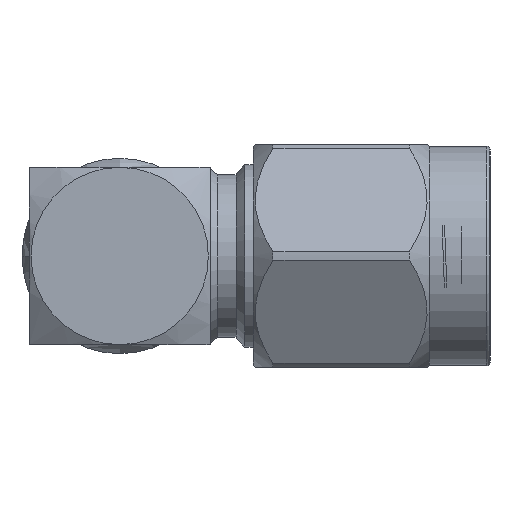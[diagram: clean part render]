
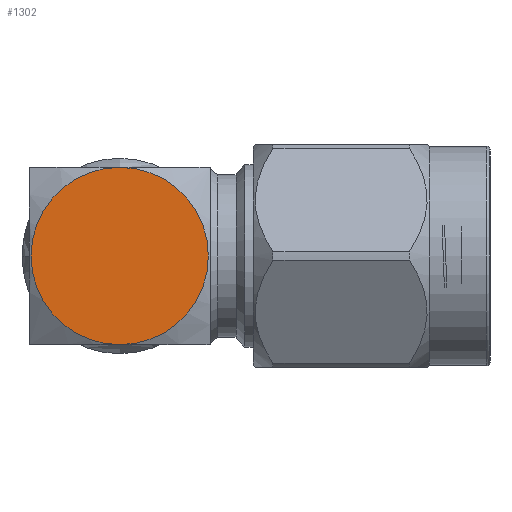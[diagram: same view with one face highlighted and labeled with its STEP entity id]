
A CAD part, left-side view. The second image highlights one B-rep face of the part: STEP entity #1302.
In plain terms, the highlighted planar face has unit normal (-1, 0, 0).
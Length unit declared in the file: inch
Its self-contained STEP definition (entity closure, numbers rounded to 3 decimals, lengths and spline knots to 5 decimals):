
#10 = DIRECTION ( 'NONE',  ( 1., 0., 0. ) ) ;
#1052 = EDGE_LOOP ( 'NONE', ( #7334, #2261 ) ) ;
#1302 = ADVANCED_FACE ( 'NONE', ( #3277 ), #4962, .F. ) ;
#1765 = CIRCLE ( 'NONE', #3986, 0.125 ) ;
#1769 = AXIS2_PLACEMENT_3D ( 'NONE', #6820, #6698, #10358 ) ;
#2241 = EDGE_CURVE ( 'NONE', #4048, #2503, #1765, .T. ) ;
#2261 = ORIENTED_EDGE ( 'NONE', *, *, #2241, .F. ) ;
#2503 = VERTEX_POINT ( 'NONE', #9266 ) ;
#3277 = FACE_OUTER_BOUND ( 'NONE', #1052, .T. ) ;
#3614 = CIRCLE ( 'NONE', #3802, 0.125 ) ;
#3631 = CARTESIAN_POINT ( 'NONE',  ( -0.125, -0.52217, 0. ) ) ;
#3802 = AXIS2_PLACEMENT_3D ( 'NONE', #3631, #5250, #5421 ) ;
#3986 = AXIS2_PLACEMENT_3D ( 'NONE', #7887, #10, #5335 ) ;
#4048 = VERTEX_POINT ( 'NONE', #9035 ) ;
#4421 = EDGE_CURVE ( 'NONE', #4048, #2503, #3614, .T. ) ;
#4962 = PLANE ( 'NONE',  #1769 ) ;
#5250 = DIRECTION ( 'NONE',  ( -1., 0., 0. ) ) ;
#5335 = DIRECTION ( 'NONE',  ( 0., 0., -1. ) ) ;
#5421 = DIRECTION ( 'NONE',  ( 0., 0., 1. ) ) ;
#6698 = DIRECTION ( 'NONE',  ( 1., 0., 0. ) ) ;
#6820 = CARTESIAN_POINT ( 'NONE',  ( -0.125, -1.65277, -0.125 ) ) ;
#7334 = ORIENTED_EDGE ( 'NONE', *, *, #4421, .T. ) ;
#7887 = CARTESIAN_POINT ( 'NONE',  ( -0.125, -0.52217, 0. ) ) ;
#9035 = CARTESIAN_POINT ( 'NONE',  ( -0.125, -0.52217, 0.125 ) ) ;
#9266 = CARTESIAN_POINT ( 'NONE',  ( -0.125, -0.52217, -0.125 ) ) ;
#10358 = DIRECTION ( 'NONE',  ( 0., 0., -1. ) ) ;
